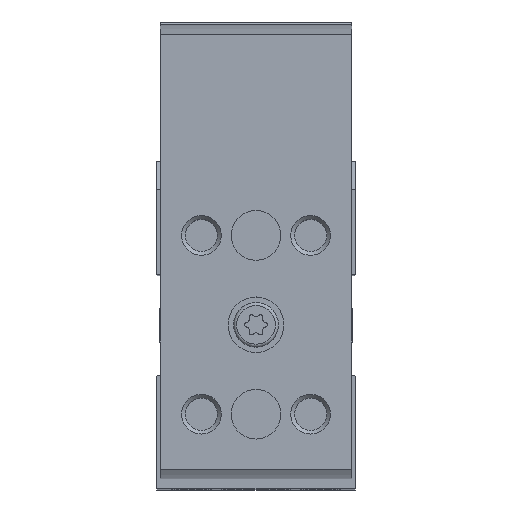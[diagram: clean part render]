
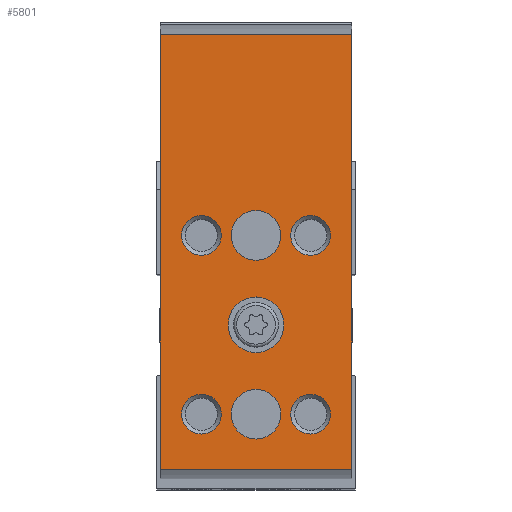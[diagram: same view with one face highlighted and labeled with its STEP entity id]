
A CAD part, top view. The second image highlights one B-rep face of the part: STEP entity #5801.
In plain terms, the highlighted planar face has unit normal (0, 0, 1).
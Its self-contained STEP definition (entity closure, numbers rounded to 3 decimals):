
#431=CIRCLE('',#7651,2.8);
#432=CIRCLE('',#7652,2.5);
#433=CIRCLE('',#7653,2.5);
#434=CIRCLE('',#7654,2.);
#435=CIRCLE('',#7655,2.);
#436=CIRCLE('',#7656,2.);
#437=CIRCLE('',#7657,2.);
#1516=ORIENTED_EDGE('',*,*,#2658,.T.);
#1517=ORIENTED_EDGE('',*,*,#2659,.T.);
#1518=ORIENTED_EDGE('',*,*,#2660,.T.);
#1519=ORIENTED_EDGE('',*,*,#2661,.F.);
#1520=ORIENTED_EDGE('',*,*,#2662,.F.);
#1521=ORIENTED_EDGE('',*,*,#2663,.F.);
#1522=ORIENTED_EDGE('',*,*,#2664,.F.);
#1523=ORIENTED_EDGE('',*,*,#2665,.T.);
#1524=ORIENTED_EDGE('',*,*,#2666,.F.);
#1525=ORIENTED_EDGE('',*,*,#2667,.F.);
#1526=ORIENTED_EDGE('',*,*,#2668,.T.);
#2658=EDGE_CURVE('',#3323,#3323,#431,.T.);
#2659=EDGE_CURVE('',#3324,#3324,#432,.T.);
#2660=EDGE_CURVE('',#3325,#3325,#433,.T.);
#2661=EDGE_CURVE('',#3326,#3326,#434,.T.);
#2662=EDGE_CURVE('',#3327,#3327,#435,.T.);
#2663=EDGE_CURVE('',#3328,#3328,#436,.T.);
#2664=EDGE_CURVE('',#3329,#3329,#437,.T.);
#2665=EDGE_CURVE('',#3330,#3331,#3832,.T.);
#2666=EDGE_CURVE('',#3332,#3331,#3833,.T.);
#2667=EDGE_CURVE('',#3333,#3332,#3834,.T.);
#2668=EDGE_CURVE('',#3333,#3330,#3835,.T.);
#3323=VERTEX_POINT('',#10969);
#3324=VERTEX_POINT('',#10971);
#3325=VERTEX_POINT('',#10973);
#3326=VERTEX_POINT('',#10975);
#3327=VERTEX_POINT('',#10977);
#3328=VERTEX_POINT('',#10979);
#3329=VERTEX_POINT('',#10981);
#3330=VERTEX_POINT('',#10983);
#3331=VERTEX_POINT('',#10984);
#3332=VERTEX_POINT('',#10986);
#3333=VERTEX_POINT('',#10988);
#3832=LINE('',#10982,#4246);
#3833=LINE('',#10985,#4247);
#3834=LINE('',#10987,#4248);
#3835=LINE('',#10989,#4249);
#4246=VECTOR('',#9091,1000.);
#4247=VECTOR('',#9092,1000.);
#4248=VECTOR('',#9093,1000.);
#4249=VECTOR('',#9094,1000.);
#4646=EDGE_LOOP('',(#1516));
#4647=EDGE_LOOP('',(#1517));
#4648=EDGE_LOOP('',(#1518));
#4649=EDGE_LOOP('',(#1519));
#4650=EDGE_LOOP('',(#1520));
#4651=EDGE_LOOP('',(#1521));
#4652=EDGE_LOOP('',(#1522));
#4653=EDGE_LOOP('',(#1523,#1524,#1525,#1526));
#5197=FACE_BOUND('',#4646,.T.);
#5198=FACE_BOUND('',#4647,.T.);
#5199=FACE_BOUND('',#4648,.T.);
#5200=FACE_BOUND('',#4649,.T.);
#5201=FACE_BOUND('',#4650,.T.);
#5202=FACE_BOUND('',#4651,.T.);
#5203=FACE_BOUND('',#4652,.T.);
#5204=FACE_BOUND('',#4653,.T.);
#5553=PLANE('',#7650);
#5801=ADVANCED_FACE('',(#5197,#5198,#5199,#5200,#5201,#5202,#5203,#5204),
#5553,.F.);
#7650=AXIS2_PLACEMENT_3D('',#10967,#9075,#9076);
#7651=AXIS2_PLACEMENT_3D('',#10968,#9077,#9078);
#7652=AXIS2_PLACEMENT_3D('',#10970,#9079,#9080);
#7653=AXIS2_PLACEMENT_3D('',#10972,#9081,#9082);
#7654=AXIS2_PLACEMENT_3D('',#10974,#9083,#9084);
#7655=AXIS2_PLACEMENT_3D('',#10976,#9085,#9086);
#7656=AXIS2_PLACEMENT_3D('',#10978,#9087,#9088);
#7657=AXIS2_PLACEMENT_3D('',#10980,#9089,#9090);
#9075=DIRECTION('',(0.,0.,-1.));
#9076=DIRECTION('',(-1.,0.,0.));
#9077=DIRECTION('',(0.,0.,-1.));
#9078=DIRECTION('',(-1.,0.,0.));
#9079=DIRECTION('',(0.,0.,-1.));
#9080=DIRECTION('',(-1.,0.,0.));
#9081=DIRECTION('',(0.,0.,-1.));
#9082=DIRECTION('',(-1.,0.,0.));
#9083=DIRECTION('',(0.,0.,1.));
#9084=DIRECTION('',(1.,0.,0.));
#9085=DIRECTION('',(0.,0.,1.));
#9086=DIRECTION('',(1.,0.,0.));
#9087=DIRECTION('',(0.,0.,1.));
#9088=DIRECTION('',(1.,0.,0.));
#9089=DIRECTION('',(0.,0.,1.));
#9090=DIRECTION('',(1.,0.,0.));
#9091=DIRECTION('',(0.,-1.,0.));
#9092=DIRECTION('',(-1.,0.,0.));
#9093=DIRECTION('',(0.,-1.,0.));
#9094=DIRECTION('',(-1.,0.,0.));
#10967=CARTESIAN_POINT('',(9.65,46.,0.));
#10968=CARTESIAN_POINT('',(0.,15.5,0.));
#10969=CARTESIAN_POINT('',(-2.8,15.5,0.));
#10970=CARTESIAN_POINT('',(0.,6.5,0.));
#10971=CARTESIAN_POINT('',(-2.5,6.5,0.));
#10972=CARTESIAN_POINT('',(0.,24.5,0.));
#10973=CARTESIAN_POINT('',(-2.5,24.5,0.));
#10974=CARTESIAN_POINT('',(-5.5,24.5,0.));
#10975=CARTESIAN_POINT('',(-3.5,24.5,0.));
#10976=CARTESIAN_POINT('',(5.5,24.5,0.));
#10977=CARTESIAN_POINT('',(7.5,24.5,0.));
#10978=CARTESIAN_POINT('',(-5.5,6.5,0.));
#10979=CARTESIAN_POINT('',(-3.5,6.5,0.));
#10980=CARTESIAN_POINT('',(5.5,6.5,0.));
#10981=CARTESIAN_POINT('',(7.5,6.5,0.));
#10982=CARTESIAN_POINT('',(-9.65,46.,0.));
#10983=CARTESIAN_POINT('',(-9.65,44.747,0.));
#10984=CARTESIAN_POINT('',(-9.65,0.953,0.));
#10985=CARTESIAN_POINT('',(9.65,0.953,0.));
#10986=CARTESIAN_POINT('',(9.65,0.953,0.));
#10987=CARTESIAN_POINT('',(9.65,46.,0.));
#10988=CARTESIAN_POINT('',(9.65,44.747,0.));
#10989=CARTESIAN_POINT('',(9.65,44.747,0.));
